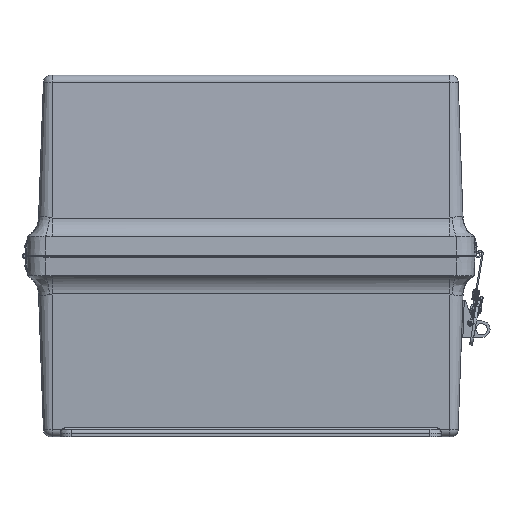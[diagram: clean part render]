
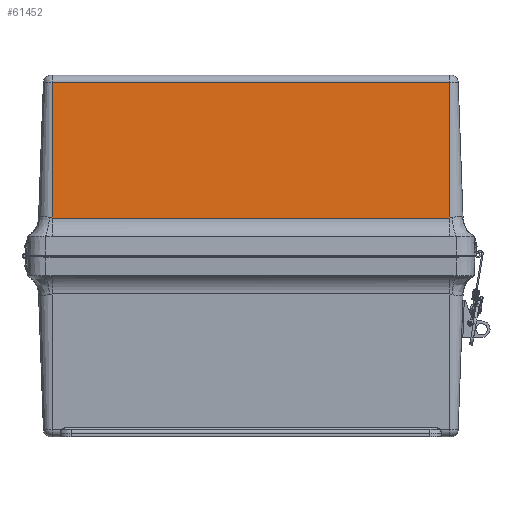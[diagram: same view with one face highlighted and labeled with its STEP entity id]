
A CAD part, front view. The second image highlights one B-rep face of the part: STEP entity #61452.
In plain terms, the highlighted planar face has unit normal (0, -0.999, 0.036).
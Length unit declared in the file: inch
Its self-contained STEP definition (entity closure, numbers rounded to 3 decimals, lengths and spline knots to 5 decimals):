
#1853 = CARTESIAN_POINT ( 'NONE',  ( 3.3086, -7.9258, 5.81351 ) ) ;
#4389 = CARTESIAN_POINT ( 'NONE',  ( -6.6172, -7.9258, 5.81351 ) ) ;
#7282 = EDGE_CURVE ( 'NONE', #57664, #29374, #55497, .T. ) ;
#14888 = CARTESIAN_POINT ( 'NONE',  ( -6.6172, -8.13242, 0.05903 ) ) ;
#15001 = DIRECTION ( 'NONE',  ( 1., 0., 0. ) ) ;
#15182 = VECTOR ( 'NONE', #68664, 39.37008 ) ;
#15858 = DIRECTION ( 'NONE',  ( 0., -0.999, 0.036 ) ) ;
#19683 = VECTOR ( 'NONE', #73019, 39.37008 ) ;
#22231 = CARTESIAN_POINT ( 'NONE',  ( -6.6172, -8.0881, 1.29334 ) ) ;
#26665 = LINE ( 'NONE', #1853, #70855 ) ;
#27435 = EDGE_LOOP ( 'NONE', ( #80755, #60779, #77660, #69282 ) ) ;
#29374 = VERTEX_POINT ( 'NONE', #76462 ) ;
#32096 = VERTEX_POINT ( 'NONE', #72625 ) ;
#34450 = EDGE_CURVE ( 'NONE', #29374, #32096, #41528, .T. ) ;
#39891 = EDGE_CURVE ( 'NONE', #85354, #57664, #53700, .T. ) ;
#40278 = AXIS2_PLACEMENT_3D ( 'NONE', #56753, #15858, #62945 ) ;
#41528 = LINE ( 'NONE', #54573, #15182 ) ;
#46972 = EDGE_CURVE ( 'NONE', #85354, #32096, #26665, .T. ) ;
#53700 = LINE ( 'NONE', #14888, #80046 ) ;
#54573 = CARTESIAN_POINT ( 'NONE',  ( 6.6172, -8.13242, 0.05903 ) ) ;
#55497 = LINE ( 'NONE', #79486, #19683 ) ;
#56147 = PLANE ( 'NONE',  #40278 ) ;
#56753 = CARTESIAN_POINT ( 'NONE',  ( 6.6172, -8.13242, 0.05903 ) ) ;
#57664 = VERTEX_POINT ( 'NONE', #22231 ) ;
#60779 = ORIENTED_EDGE ( 'NONE', *, *, #39891, .T. ) ;
#61452 = ADVANCED_FACE ( 'NONE', ( #66514 ), #56147, .T. ) ;
#62945 = DIRECTION ( 'NONE',  ( 0., 0.036, 0.999 ) ) ;
#63693 = DIRECTION ( 'NONE',  ( 0., -0.036, -0.999 ) ) ;
#66514 = FACE_OUTER_BOUND ( 'NONE', #27435, .T. ) ;
#68664 = DIRECTION ( 'NONE',  ( 0., 0.036, 0.999 ) ) ;
#69282 = ORIENTED_EDGE ( 'NONE', *, *, #34450, .T. ) ;
#70855 = VECTOR ( 'NONE', #15001, 39.37008 ) ;
#72625 = CARTESIAN_POINT ( 'NONE',  ( 6.6172, -7.9258, 5.81351 ) ) ;
#73019 = DIRECTION ( 'NONE',  ( 1., 0., 0. ) ) ;
#76462 = CARTESIAN_POINT ( 'NONE',  ( 6.6172, -8.0881, 1.29334 ) ) ;
#77660 = ORIENTED_EDGE ( 'NONE', *, *, #7282, .T. ) ;
#79486 = CARTESIAN_POINT ( 'NONE',  ( 6.6172, -8.0881, 1.29334 ) ) ;
#80046 = VECTOR ( 'NONE', #63693, 39.37008 ) ;
#80755 = ORIENTED_EDGE ( 'NONE', *, *, #46972, .F. ) ;
#85354 = VERTEX_POINT ( 'NONE', #4389 ) ;
